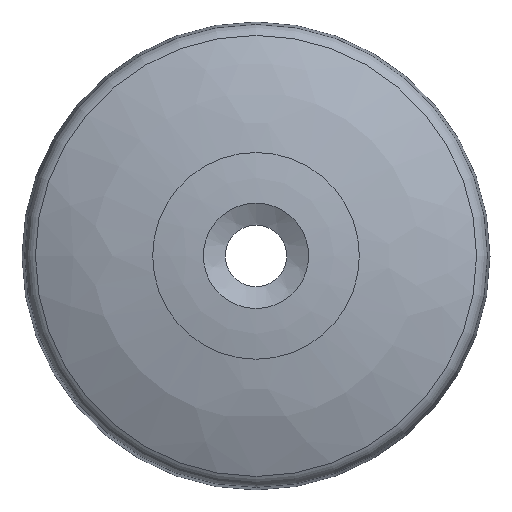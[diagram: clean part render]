
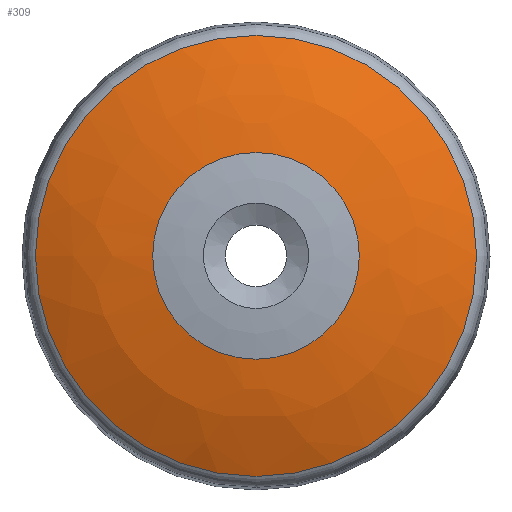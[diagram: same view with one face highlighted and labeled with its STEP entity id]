
A CAD part, top view. The second image highlights one B-rep face of the part: STEP entity #309.
In plain terms, the highlighted free-form (B-spline) face has degree [2, 2] with [3, 9] control points.
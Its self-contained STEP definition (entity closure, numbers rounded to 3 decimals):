
#45=(
BOUNDED_SURFACE()
B_SPLINE_SURFACE(2,2,((#535,#536,#537,#538,#539,#540,#541,#542,#543),(#544,
#545,#546,#547,#548,#549,#550,#551,#552),(#553,#554,#555,#556,#557,#558,
#559,#560,#561)),.UNSPECIFIED.,.F.,.T.,.F.)
B_SPLINE_SURFACE_WITH_KNOTS((3,3),(3,2,2,2,3),(1.133,1.456),
(-3.142,-1.571,0.,1.571,3.142),
 .UNSPECIFIED.)
GEOMETRIC_REPRESENTATION_ITEM()
RATIONAL_B_SPLINE_SURFACE(((1.,0.707,1.,0.707,1.,
0.707,1.,0.707,1.),(0.987,0.698,
0.987,0.698,0.987,0.698,
0.987,0.698,0.987),(1.,0.707,
1.,0.707,1.,0.707,1.,0.707,1.)))
REPRESENTATION_ITEM('')
SURFACE()
);
#48=FACE_OUTER_BOUND('',#66,.T.);
#66=EDGE_LOOP('',(#213,#214,#215,#216,#217));
#88=CIRCLE('',#349,46.651);
#89=CIRCLE('',#350,46.651);
#91=CIRCLE('',#352,80.);
#92=CIRCLE('',#353,21.862);
#128=VERTEX_POINT('',#529);
#129=VERTEX_POINT('',#531);
#130=VERTEX_POINT('',#562);
#161=EDGE_CURVE('',#128,#129,#88,.T.);
#162=EDGE_CURVE('',#129,#128,#89,.T.);
#164=EDGE_CURVE('',#129,#130,#91,.T.);
#165=EDGE_CURVE('',#130,#130,#92,.T.);
#213=ORIENTED_EDGE('',*,*,#162,.F.);
#214=ORIENTED_EDGE('',*,*,#164,.T.);
#215=ORIENTED_EDGE('',*,*,#165,.F.);
#216=ORIENTED_EDGE('',*,*,#164,.F.);
#217=ORIENTED_EDGE('',*,*,#161,.F.);
#309=ADVANCED_FACE('',(#48),#45,.F.);
#349=AXIS2_PLACEMENT_3D('',#532,#410,#411);
#350=AXIS2_PLACEMENT_3D('',#533,#412,#413);
#352=AXIS2_PLACEMENT_3D('',#563,#416,#417);
#353=AXIS2_PLACEMENT_3D('',#564,#418,#419);
#410=DIRECTION('center_axis',(0.,0.,
-1.));
#411=DIRECTION('ref_axis',(1.,0.,0.));
#412=DIRECTION('center_axis',(0.,0.,
-1.));
#413=DIRECTION('ref_axis',(1.,0.,0.));
#416=DIRECTION('center_axis',(0.,1.,0.));
#417=DIRECTION('ref_axis',(-1.,0.,0.));
#418=DIRECTION('center_axis',(0.,0.,
1.));
#419=DIRECTION('ref_axis',(-1.,0.,0.));
#529=CARTESIAN_POINT('',(0.,-46.651,9.696));
#531=CARTESIAN_POINT('',(-46.651,0.,9.696));
#532=CARTESIAN_POINT('Origin',(0.,0.,
9.696));
#533=CARTESIAN_POINT('Origin',(0.,0.,
9.696));
#535=CARTESIAN_POINT('Ctrl Pts',(-46.651,0.,
9.696));
#536=CARTESIAN_POINT('Ctrl Pts',(-46.651,-46.651,9.696));
#537=CARTESIAN_POINT('Ctrl Pts',(0.,-46.651,
9.696));
#538=CARTESIAN_POINT('Ctrl Pts',(46.651,-46.651,9.696));
#539=CARTESIAN_POINT('Ctrl Pts',(46.651,0.,
9.696));
#540=CARTESIAN_POINT('Ctrl Pts',(46.651,46.651,9.696));
#541=CARTESIAN_POINT('Ctrl Pts',(0.,46.651,
9.696));
#542=CARTESIAN_POINT('Ctrl Pts',(-46.651,46.651,9.696));
#543=CARTESIAN_POINT('Ctrl Pts',(-46.651,0.,
9.696));
#544=CARTESIAN_POINT('Ctrl Pts',(-34.831,0.,
15.235));
#545=CARTESIAN_POINT('Ctrl Pts',(-34.831,-34.831,15.235));
#546=CARTESIAN_POINT('Ctrl Pts',(0.,-34.831,
15.235));
#547=CARTESIAN_POINT('Ctrl Pts',(34.831,-34.831,15.235));
#548=CARTESIAN_POINT('Ctrl Pts',(34.831,0.,
15.235));
#549=CARTESIAN_POINT('Ctrl Pts',(34.831,34.831,15.235));
#550=CARTESIAN_POINT('Ctrl Pts',(0.,34.831,
15.235));
#551=CARTESIAN_POINT('Ctrl Pts',(-34.831,34.831,15.235));
#552=CARTESIAN_POINT('Ctrl Pts',(-34.831,0.,
15.235));
#553=CARTESIAN_POINT('Ctrl Pts',(-21.862,0.,
16.731));
#554=CARTESIAN_POINT('Ctrl Pts',(-21.862,-21.862,16.731));
#555=CARTESIAN_POINT('Ctrl Pts',(0.,-21.862,
16.731));
#556=CARTESIAN_POINT('Ctrl Pts',(21.862,-21.862,16.731));
#557=CARTESIAN_POINT('Ctrl Pts',(21.862,0.,
16.731));
#558=CARTESIAN_POINT('Ctrl Pts',(21.862,21.862,16.731));
#559=CARTESIAN_POINT('Ctrl Pts',(0.,21.862,
16.731));
#560=CARTESIAN_POINT('Ctrl Pts',(-21.862,21.862,16.731));
#561=CARTESIAN_POINT('Ctrl Pts',(-21.862,0.,
16.731));
#562=CARTESIAN_POINT('',(-21.862,0.,16.731));
#563=CARTESIAN_POINT('Origin',(-12.7,0.,-62.743));
#564=CARTESIAN_POINT('Origin',(0.,0.,
16.731));
